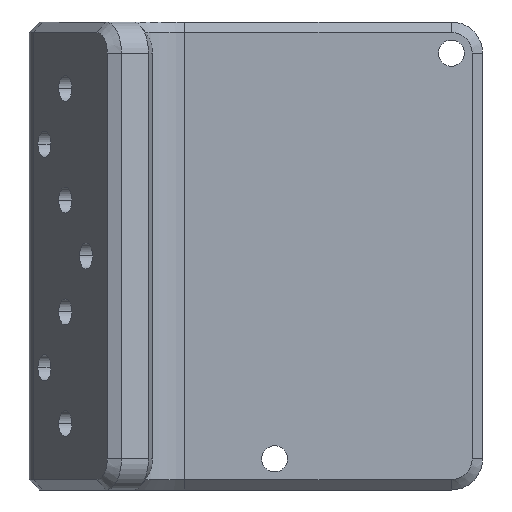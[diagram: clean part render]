
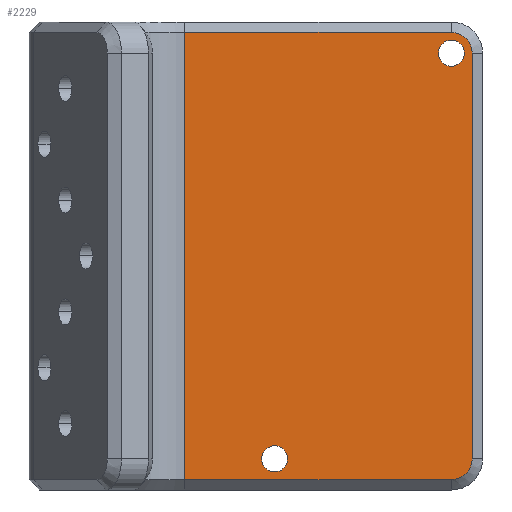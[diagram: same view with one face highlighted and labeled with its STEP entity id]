
A CAD part, front view. The second image highlights one B-rep face of the part: STEP entity #2229.
In plain terms, the highlighted planar face has unit normal (0, -1, 0).
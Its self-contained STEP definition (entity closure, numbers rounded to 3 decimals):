
#57 = VERTEX_POINT ( 'NONE', #467 ) ;
#77 = ORIENTED_EDGE ( 'NONE', *, *, #1468, .T. ) ;
#97 = ORIENTED_EDGE ( 'NONE', *, *, #566, .T. ) ;
#99 = DIRECTION ( 'NONE',  ( -1., 0., 0. ) ) ;
#112 = ORIENTED_EDGE ( 'NONE', *, *, #1369, .F. ) ;
#120 = CARTESIAN_POINT ( 'NONE',  ( 11.345, -4.651, -1. ) ) ;
#150 = CARTESIAN_POINT ( 'NONE',  ( 20., -4.651, -40.75 ) ) ;
#153 = VERTEX_POINT ( 'NONE', #150 ) ;
#155 = PLANE ( 'NONE',  #221 ) ;
#158 = ORIENTED_EDGE ( 'NONE', *, *, #2077, .T. ) ;
#195 = CARTESIAN_POINT ( 'NONE',  ( 11.345, -4.651, -44. ) ) ;
#199 = VERTEX_POINT ( 'NONE', #351 ) ;
#221 = AXIS2_PLACEMENT_3D ( 'NONE', #929, #321, #1520 ) ;
#225 = VERTEX_POINT ( 'NONE', #2129 ) ;
#231 = DIRECTION ( 'NONE',  ( 1., 0., 0. ) ) ;
#232 = DIRECTION ( 'NONE',  ( 1., 0., 0. ) ) ;
#237 = CARTESIAN_POINT ( 'NONE',  ( 37., -4.651, -3. ) ) ;
#251 = CIRCLE ( 'NONE', #2168, 2. ) ;
#321 = DIRECTION ( 'NONE',  ( 0., -1., 0. ) ) ;
#322 = EDGE_CURVE ( 'NONE', #57, #956, #251, .T. ) ;
#323 = VERTEX_POINT ( 'NONE', #195 ) ;
#345 = ORIENTED_EDGE ( 'NONE', *, *, #886, .F. ) ;
#351 = CARTESIAN_POINT ( 'NONE',  ( 37., -4.651, -1.75 ) ) ;
#467 = CARTESIAN_POINT ( 'NONE',  ( 39., -4.651, -3. ) ) ;
#528 = VECTOR ( 'NONE', #1331, 1000. ) ;
#535 = ORIENTED_EDGE ( 'NONE', *, *, #1985, .T. ) ;
#566 = EDGE_CURVE ( 'NONE', #1125, #323, #1709, .T. ) ;
#634 = CARTESIAN_POINT ( 'NONE',  ( 37., -4.651, -3. ) ) ;
#666 = DIRECTION ( 'NONE',  ( 0., -1., 0. ) ) ;
#670 = CARTESIAN_POINT ( 'NONE',  ( 11.345, -4.651, -1. ) ) ;
#711 = EDGE_LOOP ( 'NONE', ( #345, #112 ) ) ;
#730 = EDGE_CURVE ( 'NONE', #199, #2096, #823, .T. ) ;
#748 = AXIS2_PLACEMENT_3D ( 'NONE', #1820, #1455, #1832 ) ;
#815 = EDGE_LOOP ( 'NONE', ( #97, #77, #158, #535, #1530, #2372 ) ) ;
#823 = CIRCLE ( 'NONE', #1382, 1.25 ) ;
#827 = CARTESIAN_POINT ( 'NONE',  ( 20., -4.651, -42. ) ) ;
#886 = EDGE_CURVE ( 'NONE', #153, #1904, #1658, .T. ) ;
#907 = FACE_BOUND ( 'NONE', #977, .T. ) ;
#929 = CARTESIAN_POINT ( 'NONE',  ( 40., -4.651, -94.055 ) ) ;
#954 = CARTESIAN_POINT ( 'NONE',  ( 20., -4.651, -42. ) ) ;
#956 = VERTEX_POINT ( 'NONE', #1367 ) ;
#977 = EDGE_LOOP ( 'NONE', ( #1269, #2418 ) ) ;
#979 = DIRECTION ( 'NONE',  ( 1., 0., 0. ) ) ;
#1000 = DIRECTION ( 'NONE',  ( 0., 0., 1. ) ) ;
#1018 = DIRECTION ( 'NONE',  ( 1., 0., 0. ) ) ;
#1083 = VERTEX_POINT ( 'NONE', #1285 ) ;
#1098 = CIRCLE ( 'NONE', #1696, 1.25 ) ;
#1125 = VERTEX_POINT ( 'NONE', #670 ) ;
#1192 = CARTESIAN_POINT ( 'NONE',  ( 37., -4.651, -3. ) ) ;
#1263 = CARTESIAN_POINT ( 'NONE',  ( 37., -4.651, -44. ) ) ;
#1269 = ORIENTED_EDGE ( 'NONE', *, *, #730, .F. ) ;
#1285 = CARTESIAN_POINT ( 'NONE',  ( 37., -4.651, -44. ) ) ;
#1331 = DIRECTION ( 'NONE',  ( 0., 0., -1. ) ) ;
#1367 = CARTESIAN_POINT ( 'NONE',  ( 37., -4.651, -1. ) ) ;
#1369 = EDGE_CURVE ( 'NONE', #1904, #153, #1098, .T. ) ;
#1382 = AXIS2_PLACEMENT_3D ( 'NONE', #237, #1965, #1018 ) ;
#1440 = LINE ( 'NONE', #120, #1899 ) ;
#1455 = DIRECTION ( 'NONE',  ( 0., -1., 0. ) ) ;
#1468 = EDGE_CURVE ( 'NONE', #323, #1083, #1645, .T. ) ;
#1513 = EDGE_CURVE ( 'NONE', #956, #1125, #1440, .T. ) ;
#1520 = DIRECTION ( 'NONE',  ( 1., 0., 0. ) ) ;
#1530 = ORIENTED_EDGE ( 'NONE', *, *, #322, .T. ) ;
#1586 = AXIS2_PLACEMENT_3D ( 'NONE', #954, #1705, #979 ) ;
#1628 = DIRECTION ( 'NONE',  ( 1., 0., 0. ) ) ;
#1639 = CARTESIAN_POINT ( 'NONE',  ( 37., -4.651, -4.25 ) ) ;
#1645 = LINE ( 'NONE', #1263, #2240 ) ;
#1650 = FACE_OUTER_BOUND ( 'NONE', #815, .T. ) ;
#1658 = CIRCLE ( 'NONE', #1586, 1.25 ) ;
#1677 = EDGE_CURVE ( 'NONE', #2096, #199, #1978, .T. ) ;
#1691 = CARTESIAN_POINT ( 'NONE',  ( 20., -4.651, -43.25 ) ) ;
#1696 = AXIS2_PLACEMENT_3D ( 'NONE', #827, #666, #2000 ) ;
#1705 = DIRECTION ( 'NONE',  ( 0., -1., 0. ) ) ;
#1709 = LINE ( 'NONE', #2022, #528 ) ;
#1747 = CIRCLE ( 'NONE', #748, 2. ) ;
#1820 = CARTESIAN_POINT ( 'NONE',  ( 37., -4.651, -42. ) ) ;
#1832 = DIRECTION ( 'NONE',  ( 1., 0., 0. ) ) ;
#1899 = VECTOR ( 'NONE', #99, 1000. ) ;
#1904 = VERTEX_POINT ( 'NONE', #1691 ) ;
#1944 = LINE ( 'NONE', #2325, #2209 ) ;
#1965 = DIRECTION ( 'NONE',  ( 0., -1., 0. ) ) ;
#1978 = CIRCLE ( 'NONE', #2355, 1.25 ) ;
#1985 = EDGE_CURVE ( 'NONE', #225, #57, #1944, .T. ) ;
#2000 = DIRECTION ( 'NONE',  ( 1., 0., 0. ) ) ;
#2022 = CARTESIAN_POINT ( 'NONE',  ( 11.345, -4.651, -45. ) ) ;
#2048 = FACE_BOUND ( 'NONE', #711, .T. ) ;
#2077 = EDGE_CURVE ( 'NONE', #1083, #225, #1747, .T. ) ;
#2096 = VERTEX_POINT ( 'NONE', #1639 ) ;
#2129 = CARTESIAN_POINT ( 'NONE',  ( 39., -4.651, -42. ) ) ;
#2168 = AXIS2_PLACEMENT_3D ( 'NONE', #1192, #2461, #232 ) ;
#2209 = VECTOR ( 'NONE', #1000, 1000. ) ;
#2229 = ADVANCED_FACE ( 'NONE', ( #2048, #907, #1650 ), #155, .T. ) ;
#2240 = VECTOR ( 'NONE', #1628, 1000. ) ;
#2325 = CARTESIAN_POINT ( 'NONE',  ( 39., -4.651, -94.055 ) ) ;
#2337 = DIRECTION ( 'NONE',  ( 0., -1., 0. ) ) ;
#2355 = AXIS2_PLACEMENT_3D ( 'NONE', #634, #2337, #231 ) ;
#2372 = ORIENTED_EDGE ( 'NONE', *, *, #1513, .T. ) ;
#2418 = ORIENTED_EDGE ( 'NONE', *, *, #1677, .F. ) ;
#2461 = DIRECTION ( 'NONE',  ( 0., -1., 0. ) ) ;
